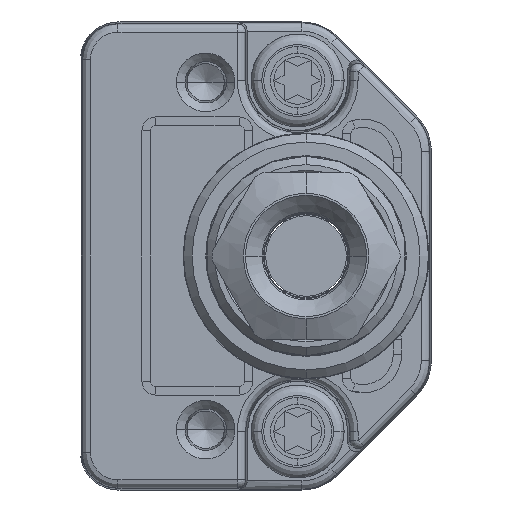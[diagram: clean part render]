
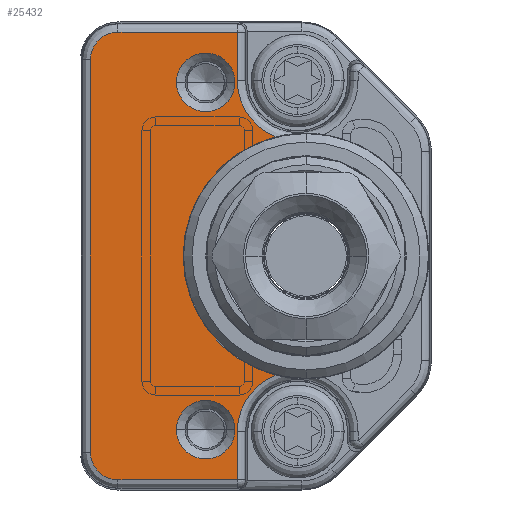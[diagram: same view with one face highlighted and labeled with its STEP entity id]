
A CAD part, left-side view. The second image highlights one B-rep face of the part: STEP entity #25432.
In plain terms, the highlighted planar face has unit normal (-1, 0, 0).
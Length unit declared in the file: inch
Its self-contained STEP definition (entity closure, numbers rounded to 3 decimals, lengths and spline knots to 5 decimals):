
#2958=DIRECTION('',(0.,0.,1.));
#2959=VECTOR('',#2958,0.11399);
#2960=CARTESIAN_POINT('',(-0.49213,0.45723,
-0.52737));
#2961=LINE('',#2960,#2959);
#2962=DIRECTION('',(0.,-1.,0.));
#2963=VECTOR('',#2962,0.28096);
#2964=CARTESIAN_POINT('',(-0.49213,0.73819,
-0.52737));
#2965=LINE('',#2964,#2963);
#2966=CARTESIAN_POINT('',(-0.49213,0.73819,
-0.4626));
#2967=DIRECTION('',(-1.,0.,0.));
#2968=DIRECTION('',(0.,1.,0.));
#2969=AXIS2_PLACEMENT_3D('',#2966,#2967,#2968);
#2971=DIRECTION('',(0.,0.,-1.));
#2972=VECTOR('',#2971,0.9252);
#2973=CARTESIAN_POINT('',(-0.49213,0.80296,
0.4626));
#2974=LINE('',#2973,#2972);
#2975=CARTESIAN_POINT('',(-0.49213,0.73819,
0.4626));
#2976=DIRECTION('',(-1.,0.,0.));
#2977=DIRECTION('',(0.,0.,1.));
#2978=AXIS2_PLACEMENT_3D('',#2975,#2976,#2977);
#2980=DIRECTION('',(0.,1.,0.));
#2981=VECTOR('',#2980,0.28096);
#2982=CARTESIAN_POINT('',(-0.49213,0.45723,
0.52737));
#2983=LINE('',#2982,#2981);
#2984=DIRECTION('',(0.,0.,1.));
#2985=VECTOR('',#2984,0.11399);
#2986=CARTESIAN_POINT('',(-0.49213,0.45723,
0.41339));
#2987=LINE('',#2986,#2985);
#2988=CARTESIAN_POINT('',(-0.49213,0.31496,
0.41339));
#2989=DIRECTION('',(1.,0.,0.));
#2990=DIRECTION('',(0.,0.359,-0.933));
#2991=AXIS2_PLACEMENT_3D('',#2988,#2989,#2990);
#2993=CARTESIAN_POINT('',(-0.49213,0.29528,0.));
#2994=DIRECTION('',(-1.,0.,0.));
#2995=DIRECTION('',(0.,0.244,0.97));
#2996=AXIS2_PLACEMENT_3D('',#2993,#2994,#2995);
#2998=CARTESIAN_POINT('',(-0.49213,0.31496,
-0.41339));
#2999=DIRECTION('',(1.,0.,0.));
#3000=DIRECTION('',(0.,1.,0.));
#3001=AXIS2_PLACEMENT_3D('',#2998,#2999,#3000);
#3003=CARTESIAN_POINT('',(-0.49213,0.5315,
-0.40915));
#3004=DIRECTION('',(1.,0.,0.));
#3005=DIRECTION('',(0.,-1.,0.));
#3006=AXIS2_PLACEMENT_3D('',#3003,#3004,#3005);
#3008=CARTESIAN_POINT('',(-0.49213,0.5315,
-0.40915));
#3009=DIRECTION('',(1.,0.,0.));
#3010=DIRECTION('',(0.,1.,0.));
#3011=AXIS2_PLACEMENT_3D('',#3008,#3009,#3010);
#3013=CARTESIAN_POINT('',(-0.49213,0.5315,
0.40915));
#3014=DIRECTION('',(1.,0.,0.));
#3015=DIRECTION('',(0.,-1.,0.));
#3016=AXIS2_PLACEMENT_3D('',#3013,#3014,#3015);
#3018=CARTESIAN_POINT('',(-0.49213,0.5315,
0.40915));
#3019=DIRECTION('',(1.,0.,0.));
#3020=DIRECTION('',(0.,1.,0.));
#3021=AXIS2_PLACEMENT_3D('',#3018,#3019,#3020);
#19381=CARTESIAN_POINT('',(-0.49213,0.80296,
-0.4626));
#19382=CARTESIAN_POINT('',(-0.49213,0.73819,
-0.52737));
#19383=VERTEX_POINT('',#19381);
#19384=VERTEX_POINT('',#19382);
#19389=CARTESIAN_POINT('',(-0.49213,0.80296,
0.4626));
#19390=VERTEX_POINT('',#19389);
#19393=CARTESIAN_POINT('',(-0.49213,0.73819,
0.52737));
#19394=VERTEX_POINT('',#19393);
#19421=CARTESIAN_POINT('',(-0.49213,0.45723,
-0.52737));
#19422=CARTESIAN_POINT('',(-0.49213,0.45723,
-0.41339));
#19423=VERTEX_POINT('',#19421);
#19424=VERTEX_POINT('',#19422);
#19446=CARTESIAN_POINT('',(-0.49213,0.366,
-0.28059));
#19447=VERTEX_POINT('',#19446);
#19462=CARTESIAN_POINT('',(-0.49213,0.45723,
0.41339));
#19463=CARTESIAN_POINT('',(-0.49213,0.45723,
0.52737));
#19464=VERTEX_POINT('',#19462);
#19465=VERTEX_POINT('',#19463);
#19486=CARTESIAN_POINT('',(-0.49213,0.366,
0.28059));
#19487=VERTEX_POINT('',#19486);
#19530=CARTESIAN_POINT('',(-0.49213,0.4626,
-0.40915));
#19531=CARTESIAN_POINT('',(-0.49213,0.60039,
-0.40915));
#19532=VERTEX_POINT('',#19530);
#19533=VERTEX_POINT('',#19531);
#19538=CARTESIAN_POINT('',(-0.49213,0.4626,
0.40915));
#19539=CARTESIAN_POINT('',(-0.49213,0.60039,
0.40915));
#19540=VERTEX_POINT('',#19538);
#19541=VERTEX_POINT('',#19539);
#25395=CARTESIAN_POINT('',(-0.49213,0.,0.));
#25396=DIRECTION('',(-1.,0.,0.));
#25397=DIRECTION('',(0.,0.,1.));
#25398=AXIS2_PLACEMENT_3D('',#25395,#25396,#25397);
#25399=PLANE('',#25398);
#25400=ORIENTED_EDGE('',*,*,#25385,.F.);
#25401=ORIENTED_EDGE('',*,*,#25362,.F.);
#25403=ORIENTED_EDGE('',*,*,#25402,.F.);
#25405=ORIENTED_EDGE('',*,*,#25404,.F.);
#25407=ORIENTED_EDGE('',*,*,#25406,.F.);
#25409=ORIENTED_EDGE('',*,*,#25408,.F.);
#25411=ORIENTED_EDGE('',*,*,#25410,.F.);
#25413=ORIENTED_EDGE('',*,*,#25412,.F.);
#25415=ORIENTED_EDGE('',*,*,#25414,.T.);
#25417=ORIENTED_EDGE('',*,*,#25416,.F.);
#25418=EDGE_LOOP('',(#25400,#25401,#25403,#25405,#25407,#25409,#25411,#25413,
#25415,#25417));
#25419=FACE_OUTER_BOUND('',#25418,.F.);
#25421=ORIENTED_EDGE('',*,*,#25420,.F.);
#25423=ORIENTED_EDGE('',*,*,#25422,.F.);
#25424=EDGE_LOOP('',(#25421,#25423));
#25425=FACE_BOUND('',#25424,.F.);
#25427=ORIENTED_EDGE('',*,*,#25426,.F.);
#25429=ORIENTED_EDGE('',*,*,#25428,.F.);
#25430=EDGE_LOOP('',(#25427,#25429));
#25431=FACE_BOUND('',#25430,.F.);
#25432=ADVANCED_FACE('',(#25419,#25425,#25431),#25399,.T.);
#2970=CIRCLE('',#2969,0.06477);
#2979=CIRCLE('',#2978,0.06477);
#2992=CIRCLE('',#2991,0.14227);
#2997=CIRCLE('',#2996,0.28937);
#3002=CIRCLE('',#3001,0.14227);
#3007=CIRCLE('',#3006,0.0689);
#3012=CIRCLE('',#3011,0.0689);
#3017=CIRCLE('',#3016,0.0689);
#3022=CIRCLE('',#3021,0.0689);
#25362=EDGE_CURVE('',#19384,#19423,#2965,.T.);
#25385=EDGE_CURVE('',#19423,#19424,#2961,.T.);
#25402=EDGE_CURVE('',#19383,#19384,#2970,.T.);
#25404=EDGE_CURVE('',#19390,#19383,#2974,.T.);
#25406=EDGE_CURVE('',#19394,#19390,#2979,.T.);
#25408=EDGE_CURVE('',#19465,#19394,#2983,.T.);
#25410=EDGE_CURVE('',#19464,#19465,#2987,.T.);
#25412=EDGE_CURVE('',#19487,#19464,#2992,.T.);
#25414=EDGE_CURVE('',#19487,#19447,#2997,.T.);
#25416=EDGE_CURVE('',#19424,#19447,#3002,.T.);
#25420=EDGE_CURVE('',#19532,#19533,#3007,.T.);
#25422=EDGE_CURVE('',#19533,#19532,#3012,.T.);
#25426=EDGE_CURVE('',#19540,#19541,#3017,.T.);
#25428=EDGE_CURVE('',#19541,#19540,#3022,.T.);
